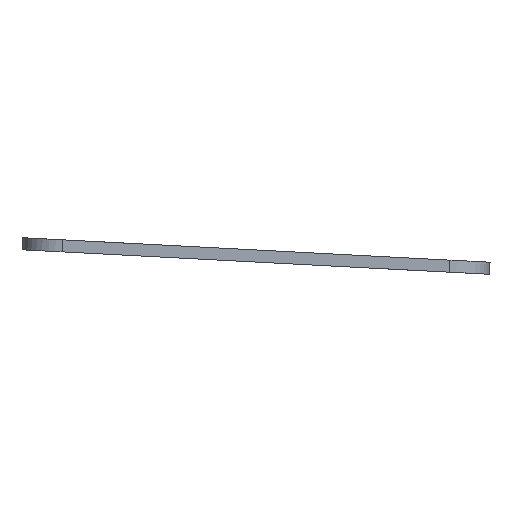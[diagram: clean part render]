
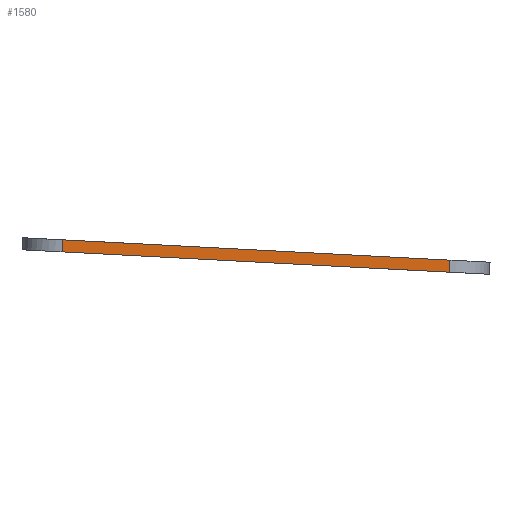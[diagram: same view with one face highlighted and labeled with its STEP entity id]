
A CAD part, left-side view. The second image highlights one B-rep face of the part: STEP entity #1580.
In plain terms, the highlighted planar face has unit normal (-1, 0, 0).
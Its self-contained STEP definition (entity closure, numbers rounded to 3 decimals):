
#97=PLANE('',#1736);
#174=FACE_OUTER_BOUND('',#278,.T.);
#278=EDGE_LOOP('',(#1457,#1458,#1459,#1460));
#288=LINE('',#2192,#428);
#391=LINE('',#2856,#531);
#418=LINE('',#2948,#558);
#419=LINE('',#2950,#559);
#428=VECTOR('',#1762,10.);
#531=VECTOR('',#2043,10.);
#558=VECTOR('',#2156,10.);
#559=VECTOR('',#2159,10.);
#643=VERTEX_POINT('',#2189);
#644=VERTEX_POINT('',#2191);
#761=VERTEX_POINT('',#2854);
#762=VERTEX_POINT('',#2855);
#796=EDGE_CURVE('',#643,#644,#288,.T.);
#963=EDGE_CURVE('',#761,#762,#391,.T.);
#1010=EDGE_CURVE('',#761,#643,#418,.T.);
#1011=EDGE_CURVE('',#644,#762,#419,.T.);
#1457=ORIENTED_EDGE('',*,*,#1010,.F.);
#1458=ORIENTED_EDGE('',*,*,#963,.T.);
#1459=ORIENTED_EDGE('',*,*,#1011,.F.);
#1460=ORIENTED_EDGE('',*,*,#796,.F.);
#1580=ADVANCED_FACE('',(#174),#97,.T.);
#1736=AXIS2_PLACEMENT_3D('',#2949,#2157,#2158);
#1762=DIRECTION('',(0.,0.999,0.052));
#2043=DIRECTION('',(0.,0.999,0.052));
#2156=DIRECTION('',(0.,0.052,-0.999));
#2157=DIRECTION('center_axis',(-1.,0.,0.));
#2158=DIRECTION('ref_axis',(0.,0.999,0.052));
#2159=DIRECTION('',(0.,-0.052,0.999));
#2189=CARTESIAN_POINT('',(-162.909,-49.387,12.52));
#2191=CARTESIAN_POINT('',(-162.909,46.781,17.56));
#2192=CARTESIAN_POINT('',(-162.909,-59.373,11.996));
#2854=CARTESIAN_POINT('',(-162.909,-49.544,15.516));
#2855=CARTESIAN_POINT('',(-162.909,46.624,20.555));
#2856=CARTESIAN_POINT('',(-162.909,-30.495,16.514));
#2948=CARTESIAN_POINT('',(-162.909,-49.549,15.615));
#2949=CARTESIAN_POINT('Origin',(-162.909,-59.535,15.092));
#2950=CARTESIAN_POINT('',(-162.909,46.619,20.655));
